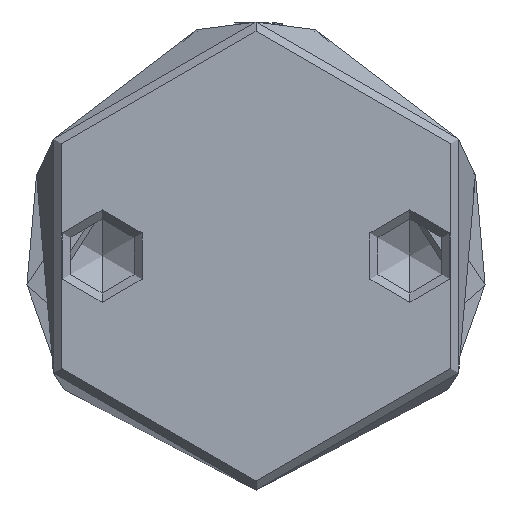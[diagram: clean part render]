
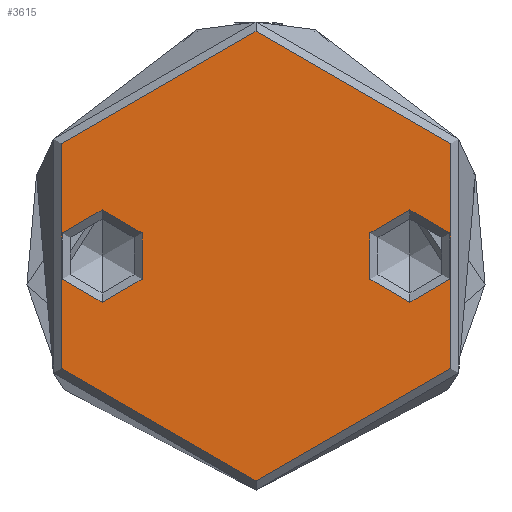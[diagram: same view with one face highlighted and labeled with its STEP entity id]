
A CAD part, front view. The second image highlights one B-rep face of the part: STEP entity #3615.
In plain terms, the highlighted face is planar.
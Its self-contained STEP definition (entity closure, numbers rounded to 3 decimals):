
#75 = DIRECTION ( 'NONE',  ( 0., 0., -1. ) ) ;
#89 = CIRCLE ( 'NONE', #7298, 3.75 ) ;
#129 = FACE_OUTER_BOUND ( 'NONE', #5760, .T. ) ;
#151 = DIRECTION ( 'NONE',  ( 0., 0., 1. ) ) ;
#211 = ORIENTED_EDGE ( 'NONE', *, *, #6797, .T. ) ;
#253 = AXIS2_PLACEMENT_3D ( 'NONE', #3551, #7787, #4143 ) ;
#298 = DIRECTION ( 'NONE',  ( 1., 0., 0. ) ) ;
#365 = DIRECTION ( 'NONE',  ( 1., 0., 0. ) ) ;
#457 = EDGE_LOOP ( 'NONE', ( #2961, #211 ) ) ;
#489 = ORIENTED_EDGE ( 'NONE', *, *, #7675, .T. ) ;
#1091 = ORIENTED_EDGE ( 'NONE', *, *, #4233, .F. ) ;
#1171 = CARTESIAN_POINT ( 'NONE',  ( 3.75, 12.5, 0. ) ) ;
#1515 = EDGE_CURVE ( 'NONE', #3136, #5220, #89, .T. ) ;
#1916 = CARTESIAN_POINT ( 'NONE',  ( 0., 0., 0. ) ) ;
#1989 = ORIENTED_EDGE ( 'NONE', *, *, #4170, .F. ) ;
#2015 = EDGE_CURVE ( 'NONE', #2494, #2447, #4244, .T. ) ;
#2270 = AXIS2_PLACEMENT_3D ( 'NONE', #3049, #7271, #3639 ) ;
#2447 = VERTEX_POINT ( 'NONE', #7567 ) ;
#2494 = VERTEX_POINT ( 'NONE', #5705 ) ;
#2744 = AXIS2_PLACEMENT_3D ( 'NONE', #3661, #75, #4272 ) ;
#2961 = ORIENTED_EDGE ( 'NONE', *, *, #1515, .T. ) ;
#2986 = CARTESIAN_POINT ( 'NONE',  ( 0., 0., 0. ) ) ;
#3016 = CARTESIAN_POINT ( 'NONE',  ( -3.75, 12.5, 0. ) ) ;
#3049 = CARTESIAN_POINT ( 'NONE',  ( 0., 12.5, 0. ) ) ;
#3136 = VERTEX_POINT ( 'NONE', #3454 ) ;
#3175 = ORIENTED_EDGE ( 'NONE', *, *, #2015, .T. ) ;
#3276 = CIRCLE ( 'NONE', #253, 3.75 ) ;
#3454 = CARTESIAN_POINT ( 'NONE',  ( 3.75, -12.5, 0. ) ) ;
#3551 = CARTESIAN_POINT ( 'NONE',  ( 0., 12.5, 0. ) ) ;
#3583 = DIRECTION ( 'NONE',  ( 1., 0., 0. ) ) ;
#3615 = ADVANCED_FACE ( 'NONE', ( #6334, #129, #4709 ), #6749, .T. ) ;
#3639 = DIRECTION ( 'NONE',  ( 1., 0., 0. ) ) ;
#3661 = CARTESIAN_POINT ( 'NONE',  ( 0., -12.5, 0. ) ) ;
#3689 = EDGE_LOOP ( 'NONE', ( #1091, #1989 ) ) ;
#3886 = DIRECTION ( 'NONE',  ( 0., 0., 1. ) ) ;
#3945 = DIRECTION ( 'NONE',  ( 0., 0., -1. ) ) ;
#4121 = CIRCLE ( 'NONE', #2270, 3.75 ) ;
#4143 = DIRECTION ( 'NONE',  ( 1., 0., 0. ) ) ;
#4170 = EDGE_CURVE ( 'NONE', #7046, #6156, #3276, .T. ) ;
#4233 = EDGE_CURVE ( 'NONE', #6156, #7046, #4121, .T. ) ;
#4244 = CIRCLE ( 'NONE', #6434, 18.25 ) ;
#4272 = DIRECTION ( 'NONE',  ( 1., 0., 0. ) ) ;
#4344 = DIRECTION ( 'NONE',  ( 1., 0., 0. ) ) ;
#4709 = FACE_BOUND ( 'NONE', #457, .T. ) ;
#4710 = CIRCLE ( 'NONE', #2744, 3.75 ) ;
#5168 = CIRCLE ( 'NONE', #5255, 18.25 ) ;
#5220 = VERTEX_POINT ( 'NONE', #7581 ) ;
#5255 = AXIS2_PLACEMENT_3D ( 'NONE', #7528, #3886, #298 ) ;
#5269 = AXIS2_PLACEMENT_3D ( 'NONE', #1916, #151, #4344 ) ;
#5705 = CARTESIAN_POINT ( 'NONE',  ( 18.25, 0., 0. ) ) ;
#5760 = EDGE_LOOP ( 'NONE', ( #489, #3175 ) ) ;
#6156 = VERTEX_POINT ( 'NONE', #1171 ) ;
#6334 = FACE_BOUND ( 'NONE', #3689, .T. ) ;
#6434 = AXIS2_PLACEMENT_3D ( 'NONE', #2986, #7197, #3583 ) ;
#6749 = PLANE ( 'NONE',  #5269 ) ;
#6797 = EDGE_CURVE ( 'NONE', #5220, #3136, #4710, .T. ) ;
#7046 = VERTEX_POINT ( 'NONE', #3016 ) ;
#7197 = DIRECTION ( 'NONE',  ( 0., 0., 1. ) ) ;
#7271 = DIRECTION ( 'NONE',  ( 0., 0., 1. ) ) ;
#7298 = AXIS2_PLACEMENT_3D ( 'NONE', #7583, #3945, #365 ) ;
#7528 = CARTESIAN_POINT ( 'NONE',  ( 0., 0., 0. ) ) ;
#7567 = CARTESIAN_POINT ( 'NONE',  ( -18.25, 0., 0. ) ) ;
#7581 = CARTESIAN_POINT ( 'NONE',  ( -3.75, -12.5, 0. ) ) ;
#7583 = CARTESIAN_POINT ( 'NONE',  ( 0., -12.5, 0. ) ) ;
#7675 = EDGE_CURVE ( 'NONE', #2447, #2494, #5168, .T. ) ;
#7787 = DIRECTION ( 'NONE',  ( 0., 0., 1. ) ) ;
